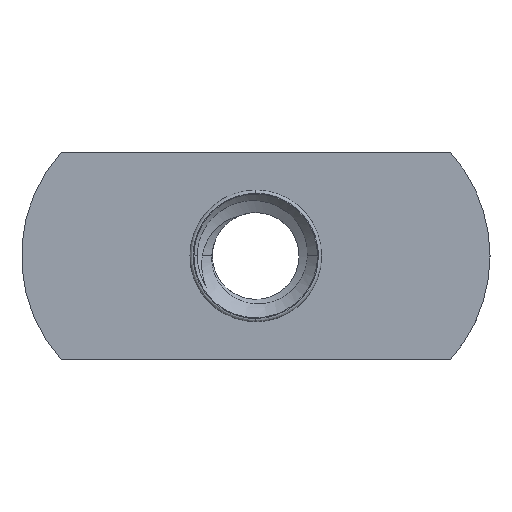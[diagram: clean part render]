
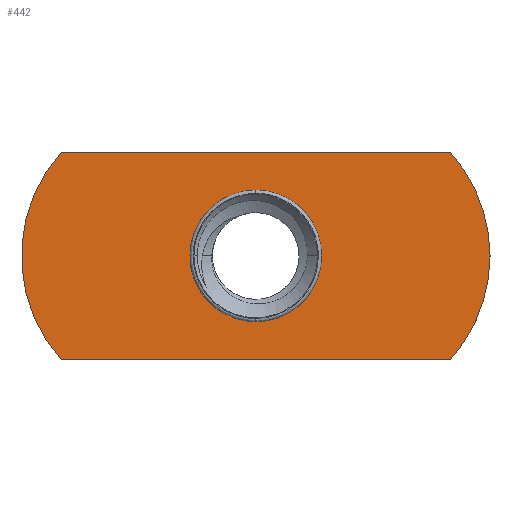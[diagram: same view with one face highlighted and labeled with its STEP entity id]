
A CAD part, top view. The second image highlights one B-rep face of the part: STEP entity #442.
In plain terms, the highlighted planar face has unit normal (0, 0, 1).
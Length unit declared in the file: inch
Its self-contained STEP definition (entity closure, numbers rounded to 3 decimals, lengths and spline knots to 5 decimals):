
#50 = DIRECTION ( 'NONE',  ( 1., 0., 0. ) ) ;
#116 = ORIENTED_EDGE ( 'NONE', *, *, #973, .F. ) ;
#126 = EDGE_CURVE ( 'NONE', #810, #912, #1517, .T. ) ;
#136 = AXIS2_PLACEMENT_3D ( 'NONE', #1356, #1347, #987 ) ;
#143 = CARTESIAN_POINT ( 'NONE',  ( -0.41539, 0.2215, 0.094 ) ) ;
#165 = CARTESIAN_POINT ( 'NONE',  ( -0.16775, 0., 0.094 ) ) ;
#235 = CARTESIAN_POINT ( 'NONE',  ( 0., 0., 0.094 ) ) ;
#253 = EDGE_LOOP ( 'NONE', ( #116, #1253, #1045, #546, #1123 ) ) ;
#285 = DIRECTION ( 'NONE',  ( 0., 0., -1. ) ) ;
#290 = VERTEX_POINT ( 'NONE', #939 ) ;
#320 = CIRCLE ( 'NONE', #513, 0.33225 ) ;
#338 = VECTOR ( 'NONE', #1235, 39.37008 ) ;
#389 = CARTESIAN_POINT ( 'NONE',  ( 0.41539, 0.2215, 0.094 ) ) ;
#420 = EDGE_LOOP ( 'NONE', ( #935, #762 ) ) ;
#428 = DIRECTION ( 'NONE',  ( 0., 0., -1. ) ) ;
#442 = ADVANCED_FACE ( 'NONE', ( #885, #1274 ), #1208, .T. ) ;
#504 = DIRECTION ( 'NONE',  ( 0., 0., -1. ) ) ;
#506 = CARTESIAN_POINT ( 'NONE',  ( -0.41539, -0.2215, 0.094 ) ) ;
#513 = AXIS2_PLACEMENT_3D ( 'NONE', #1017, #285, #771 ) ;
#546 = ORIENTED_EDGE ( 'NONE', *, *, #770, .F. ) ;
#598 = VECTOR ( 'NONE', #1117, 39.37008 ) ;
#629 = VERTEX_POINT ( 'NONE', #1034 ) ;
#662 = CIRCLE ( 'NONE', #1054, 0.1405 ) ;
#664 = DIRECTION ( 'NONE',  ( 1., 0., 0. ) ) ;
#697 = AXIS2_PLACEMENT_3D ( 'NONE', #165, #428, #664 ) ;
#718 = CARTESIAN_POINT ( 'NONE',  ( -0.1405, 0., 0.094 ) ) ;
#746 = EDGE_CURVE ( 'NONE', #780, #1272, #662, .T. ) ;
#762 = ORIENTED_EDGE ( 'NONE', *, *, #953, .T. ) ;
#770 = EDGE_CURVE ( 'NONE', #912, #290, #1016, .T. ) ;
#771 = DIRECTION ( 'NONE',  ( 1., 0., 0. ) ) ;
#780 = VERTEX_POINT ( 'NONE', #1304 ) ;
#787 = DIRECTION ( 'NONE',  ( 0., 0., -1. ) ) ;
#810 = VERTEX_POINT ( 'NONE', #143 ) ;
#885 = FACE_BOUND ( 'NONE', #420, .T. ) ;
#912 = VERTEX_POINT ( 'NONE', #1399 ) ;
#934 = CIRCLE ( 'NONE', #1267, 0.1405 ) ;
#935 = ORIENTED_EDGE ( 'NONE', *, *, #746, .T. ) ;
#939 = CARTESIAN_POINT ( 'NONE',  ( 0.5, 0., 0.094 ) ) ;
#946 = CARTESIAN_POINT ( 'NONE',  ( 0.16775, 0., 0.094 ) ) ;
#947 = AXIS2_PLACEMENT_3D ( 'NONE', #946, #504, #1226 ) ;
#953 = EDGE_CURVE ( 'NONE', #1272, #780, #934, .T. ) ;
#959 = DIRECTION ( 'NONE',  ( 0., 0., -1. ) ) ;
#973 = EDGE_CURVE ( 'NONE', #1084, #810, #1254, .T. ) ;
#987 = DIRECTION ( 'NONE',  ( 1., 0., 0. ) ) ;
#997 = EDGE_CURVE ( 'NONE', #290, #629, #320, .T. ) ;
#1011 = LINE ( 'NONE', #506, #598 ) ;
#1016 = CIRCLE ( 'NONE', #947, 0.33225 ) ;
#1017 = CARTESIAN_POINT ( 'NONE',  ( 0.16775, 0., 0.094 ) ) ;
#1034 = CARTESIAN_POINT ( 'NONE',  ( 0.41539, -0.2215, 0.094 ) ) ;
#1045 = ORIENTED_EDGE ( 'NONE', *, *, #997, .F. ) ;
#1051 = CARTESIAN_POINT ( 'NONE',  ( -0.41539, -0.2215, 0.094 ) ) ;
#1054 = AXIS2_PLACEMENT_3D ( 'NONE', #235, #959, #1434 ) ;
#1084 = VERTEX_POINT ( 'NONE', #1051 ) ;
#1117 = DIRECTION ( 'NONE',  ( -1., 0., 0. ) ) ;
#1123 = ORIENTED_EDGE ( 'NONE', *, *, #126, .F. ) ;
#1208 = PLANE ( 'NONE',  #136 ) ;
#1226 = DIRECTION ( 'NONE',  ( 1., 0., 0. ) ) ;
#1235 = DIRECTION ( 'NONE',  ( 1., 0., 0. ) ) ;
#1253 = ORIENTED_EDGE ( 'NONE', *, *, #1377, .F. ) ;
#1254 = CIRCLE ( 'NONE', #697, 0.33225 ) ;
#1267 = AXIS2_PLACEMENT_3D ( 'NONE', #1514, #787, #50 ) ;
#1272 = VERTEX_POINT ( 'NONE', #718 ) ;
#1274 = FACE_OUTER_BOUND ( 'NONE', #253, .T. ) ;
#1304 = CARTESIAN_POINT ( 'NONE',  ( 0.1405, 0., 0.094 ) ) ;
#1347 = DIRECTION ( 'NONE',  ( 0., 0., 1. ) ) ;
#1356 = CARTESIAN_POINT ( 'NONE',  ( 0., 0., 0.094 ) ) ;
#1377 = EDGE_CURVE ( 'NONE', #629, #1084, #1011, .T. ) ;
#1399 = CARTESIAN_POINT ( 'NONE',  ( 0.41539, 0.2215, 0.094 ) ) ;
#1434 = DIRECTION ( 'NONE',  ( 1., 0., 0. ) ) ;
#1514 = CARTESIAN_POINT ( 'NONE',  ( 0., 0., 0.094 ) ) ;
#1517 = LINE ( 'NONE', #389, #338 ) ;
